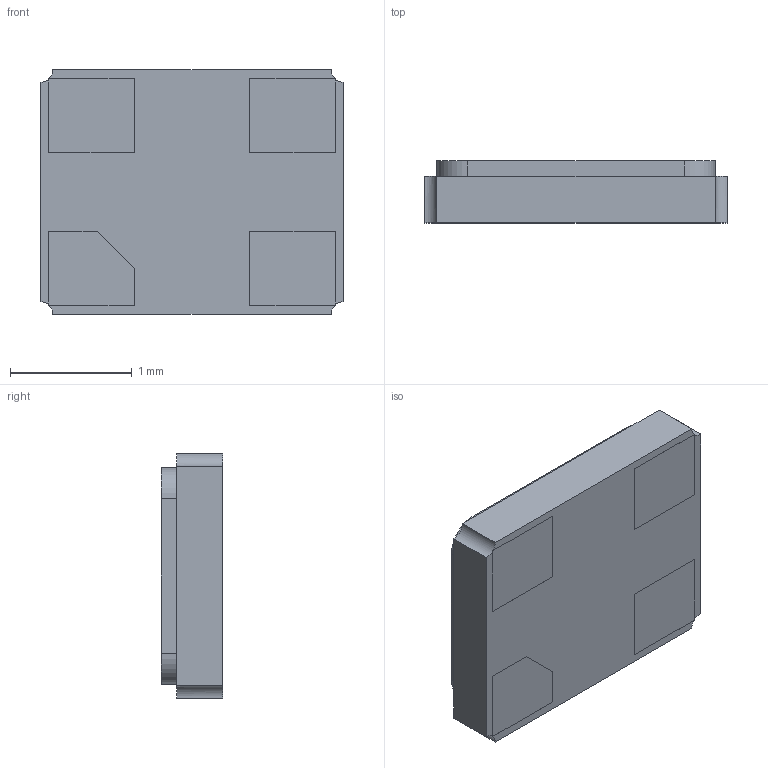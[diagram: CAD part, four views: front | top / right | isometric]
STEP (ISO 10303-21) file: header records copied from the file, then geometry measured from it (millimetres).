
FILE_DESCRIPTION(('FreeCAD Model'),'2;1');
FILE_NAME( 'ABM10_AP103.STEP', '2016-11-07T18:54:41',('Author'),(''), 'Open CASCADE STEP processor 6.8','FreeCAD','Unknown');
FILE_SCHEMA(('CONFIG_CONTROL_DESIGN','SHAPE_APPEARANCE_LAYER_MIM'));
Length unit declared in the file: millimetre
Products named in the file (2): ASSEMBLY; ABM10
Assembly tree (1 placements, depth 2):
  ASSEMBLY
    ABM10
Bounding box: 2.49 x 0.51 x 2.01 mm (x, y, z)
Volume: 2.4 mm3; surface area: 14.3 mm2
Topology: 1 solids, 1 shells, 113 faces, 303 edges, 202 vertices
Faces by surface type: plane 79, bspline 26, cylinder 8
Entity records: 12437 total; most frequent: CARTESIAN_POINT 5908, DIRECTION 891, LINE 657, VECTOR 657, ORIENTED_EDGE 606, PCURVE 606, DEFINITIONAL_REPRESENTATION 606, EDGE_CURVE 303
